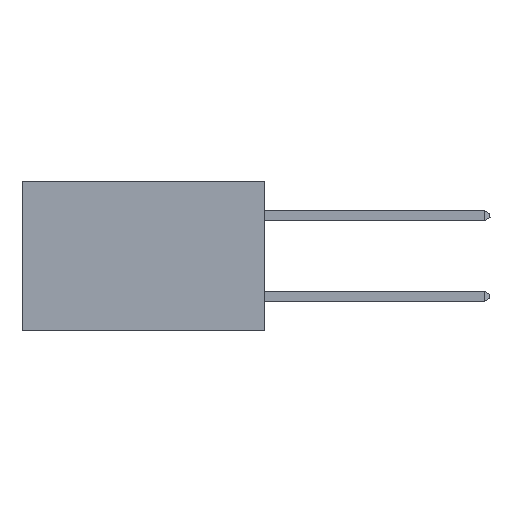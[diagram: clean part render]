
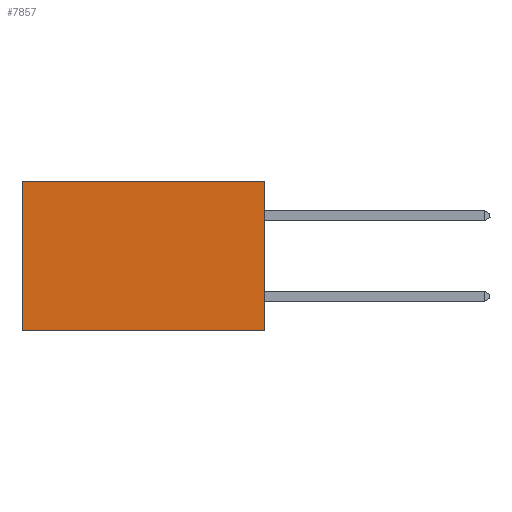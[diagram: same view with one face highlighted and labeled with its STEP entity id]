
A CAD part, left-side view. The second image highlights one B-rep face of the part: STEP entity #7857.
In plain terms, the highlighted planar face has unit normal (-1, 0, 0).
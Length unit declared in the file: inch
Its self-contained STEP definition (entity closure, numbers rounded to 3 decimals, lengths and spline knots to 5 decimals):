
#181 = EDGE_LOOP ( 'NONE', ( #3986, #15170, #16254, #5188 ) ) ;
#268 = LINE ( 'NONE', #4196, #10162 ) ;
#1376 = VECTOR ( 'NONE', #14528, 39.37008 ) ;
#1441 = VERTEX_POINT ( 'NONE', #9543 ) ;
#2433 = EDGE_CURVE ( 'NONE', #6647, #9897, #268, .T. ) ;
#2687 = DIRECTION ( 'NONE',  ( 0., 0., -1. ) ) ;
#2740 = CARTESIAN_POINT ( 'NONE',  ( 0.298, 0., 0. ) ) ;
#3550 = EDGE_CURVE ( 'NONE', #9897, #6442, #12142, .T. ) ;
#3943 = CARTESIAN_POINT ( 'NONE',  ( 0.298, 0., 0. ) ) ;
#3986 = ORIENTED_EDGE ( 'NONE', *, *, #5649, .T. ) ;
#4170 = CARTESIAN_POINT ( 'NONE',  ( 0.298, 0., -0.37 ) ) ;
#4196 = CARTESIAN_POINT ( 'NONE',  ( 0.298, 0., 0. ) ) ;
#4668 = VECTOR ( 'NONE', #6624, 39.37008 ) ;
#4840 = LINE ( 'NONE', #3943, #1376 ) ;
#5188 = ORIENTED_EDGE ( 'NONE', *, *, #11100, .T. ) ;
#5649 = EDGE_CURVE ( 'NONE', #1441, #6442, #13189, .T. ) ;
#6206 = FACE_OUTER_BOUND ( 'NONE', #181, .T. ) ;
#6442 = VERTEX_POINT ( 'NONE', #11987 ) ;
#6624 = DIRECTION ( 'NONE',  ( 0., 1., 0. ) ) ;
#6647 = VERTEX_POINT ( 'NONE', #6695 ) ;
#6695 = CARTESIAN_POINT ( 'NONE',  ( 0.298, 0., 0. ) ) ;
#7483 = CARTESIAN_POINT ( 'NONE',  ( 0.298, 0., -0.37 ) ) ;
#7857 = ADVANCED_FACE ( 'NONE', ( #6206 ), #10425, .F. ) ;
#9543 = CARTESIAN_POINT ( 'NONE',  ( 0.298, 0.6, 0. ) ) ;
#9770 = VECTOR ( 'NONE', #13606, 39.37008 ) ;
#9897 = VERTEX_POINT ( 'NONE', #7483 ) ;
#10162 = VECTOR ( 'NONE', #15950, 39.37008 ) ;
#10425 = PLANE ( 'NONE',  #13926 ) ;
#11100 = EDGE_CURVE ( 'NONE', #6647, #1441, #4840, .T. ) ;
#11987 = CARTESIAN_POINT ( 'NONE',  ( 0.298, 0.6, -0.37 ) ) ;
#12142 = LINE ( 'NONE', #4170, #4668 ) ;
#13189 = LINE ( 'NONE', #15869, #9770 ) ;
#13606 = DIRECTION ( 'NONE',  ( 0., 0., -1. ) ) ;
#13926 = AXIS2_PLACEMENT_3D ( 'NONE', #2740, #14399, #2687 ) ;
#14399 = DIRECTION ( 'NONE',  ( 1., 0., 0. ) ) ;
#14528 = DIRECTION ( 'NONE',  ( 0., 1., 0. ) ) ;
#15170 = ORIENTED_EDGE ( 'NONE', *, *, #3550, .F. ) ;
#15869 = CARTESIAN_POINT ( 'NONE',  ( 0.298, 0.6, 0. ) ) ;
#15950 = DIRECTION ( 'NONE',  ( 0., 0., -1. ) ) ;
#16254 = ORIENTED_EDGE ( 'NONE', *, *, #2433, .F. ) ;
